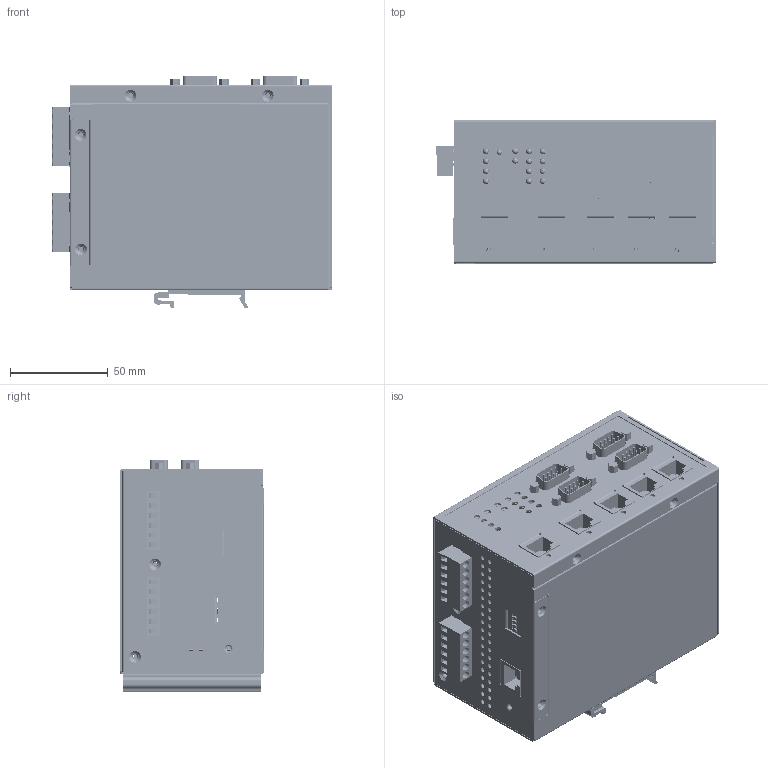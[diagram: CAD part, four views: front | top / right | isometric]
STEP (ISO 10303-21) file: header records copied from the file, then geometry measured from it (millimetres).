
FILE_DESCRIPTION((''),'2;1');
FILE_NAME('NPORT_S8455I-T','2015-06-05T',('Vincent_Huang'),('PTC'),'PRO/ENGINEER BY PARAMETRIC TECHNOLOGY CORPORATION, 2013050','PRO/ENGINEER BY PARAMETRIC TECHNOLOGY CORPORATION, 2013050','');
FILE_SCHEMA(('CONFIG_CONTROL_DESIGN'));
Products named in the file (1): NPORT_S8455I-T
Bounding box: 143.25 x 73.2 x 118.1 mm (x, y, z)
Surface area: 249874.7 mm2 (no closed solid volume)
Topology: 0 solids, 114 shells, 8786 faces, 22588 edges, 14664 vertices
Faces by surface type: plane 6926, cylinder 1726, torus 70, bspline 34, cone 30
Entity records: 283601 total; most frequent: CARTESIAN_POINT 46839, ORIENTED_EDGE 45176, DIRECTION 44109, EDGE_CURVE 22588, VECTOR 18449, LINE 18449, VERTEX_POINT 14668, AXIS2_PLACEMENT_3D 12830
